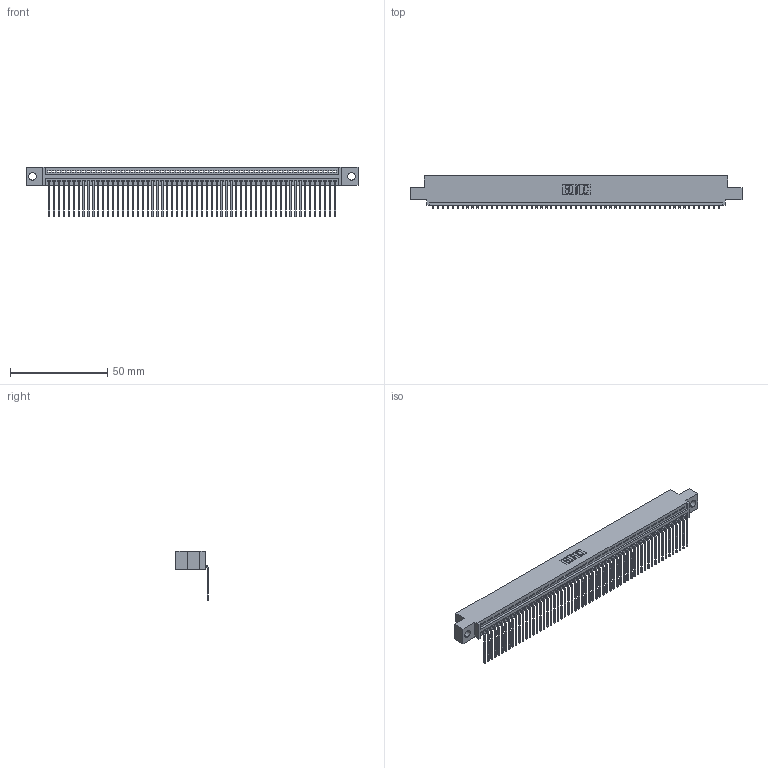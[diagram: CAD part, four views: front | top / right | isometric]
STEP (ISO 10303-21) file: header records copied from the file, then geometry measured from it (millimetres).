
FILE_DESCRIPTION (( 'STEP AP203' ), '1' );
FILE_NAME ('395-059-559-404.STEP', '2019-10-24T10:44:45', ( '' ), ( '' ), 'SwSTEP 2.0', 'SolidWorks 2016', '' );
FILE_SCHEMA (( 'CONFIG_CONTROL_DESIGN' ));
Length unit declared in the file: inch
Products named in the file (3): 345 Part_0.110 Offset - 0.156 Dia-TH; 345-292-001_558 559 Tail - 1; 395-059-559-404
Assembly tree (60 placements, depth 2):
  395-059-559-404
    345 Part_0.110 Offset - 0.156 Dia-TH
    345-292-001_558 559 Tail - 1  x59
Bounding box: 171.07 x 16.75 x 25.53 mm (x, y, z)
Volume: 16422.9 mm3; surface area: 23101.4 mm2
Topology: 60 solids, 60 shells, 3670 faces, 11091 edges, 7314 vertices
Faces by surface type: plane 2562, cylinder 1108
Entity records: 42335 total; most frequent: CARTESIAN_POINT 7341, ORIENTED_EDGE 7334, DIRECTION 6385, EDGE_CURVE 3667, VECTOR 3299, LINE 3299, VERTEX_POINT 2442, AXIS2_PLACEMENT_3D 1543
